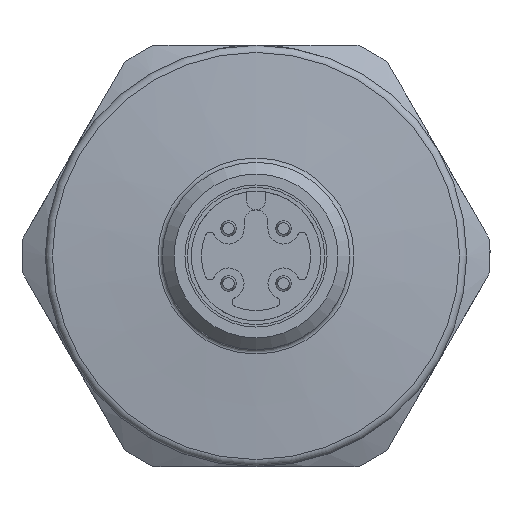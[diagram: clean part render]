
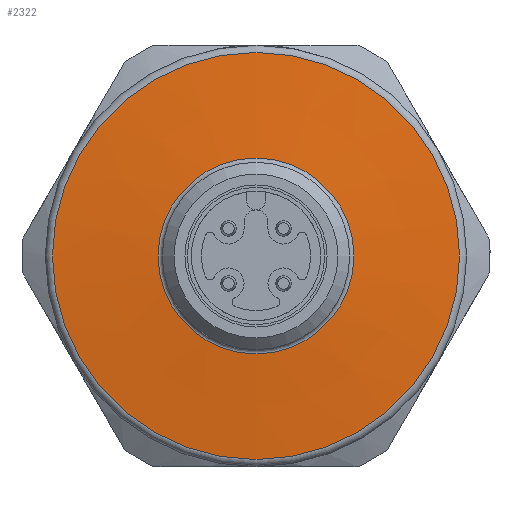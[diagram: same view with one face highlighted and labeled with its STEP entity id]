
A CAD part, front view. The second image highlights one B-rep face of the part: STEP entity #2322.
In plain terms, the highlighted conical face has half-angle 85 degrees and reference radius 6 mm.
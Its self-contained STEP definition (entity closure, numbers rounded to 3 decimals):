
#87=CONICAL_SURFACE('',#2457,6.,1.484);
#303=ORIENTED_EDGE('',*,*,#731,.T.);
#304=ORIENTED_EDGE('',*,*,#732,.T.);
#731=EDGE_CURVE('',#947,#947,#1098,.T.);
#732=EDGE_CURVE('',#948,#948,#1099,.T.);
#947=VERTEX_POINT('',#3249);
#948=VERTEX_POINT('',#3251);
#1098=CIRCLE('',#2458,6.274);
#1099=CIRCLE('',#2459,13.044);
#1202=EDGE_LOOP('',(#303));
#1203=EDGE_LOOP('',(#304));
#1359=FACE_BOUND('',#1202,.T.);
#1360=FACE_BOUND('',#1203,.T.);
#2322=ADVANCED_FACE('',(#1359,#1360),#87,.T.);
#2457=AXIS2_PLACEMENT_3D('',#3247,#2715,#2716);
#2458=AXIS2_PLACEMENT_3D('',#3248,#2717,#2718);
#2459=AXIS2_PLACEMENT_3D('',#3250,#2719,#2720);
#2715=DIRECTION('',(0.,1.,0.));
#2716=DIRECTION('',(0.,0.,-1.));
#2717=DIRECTION('',(0.,1.,0.));
#2718=DIRECTION('',(0.,0.,-1.));
#2719=DIRECTION('',(0.,-1.,0.));
#2720=DIRECTION('',(0.,0.,1.));
#3247=CARTESIAN_POINT('',(-0.018,-5.5,0.032));
#3248=CARTESIAN_POINT('',(-0.018,-5.476,0.032));
#3249=CARTESIAN_POINT('',(-0.018,-5.476,-6.242));
#3250=CARTESIAN_POINT('',(-0.018,-4.884,0.032));
#3251=CARTESIAN_POINT('',(-0.018,-4.884,13.076));
